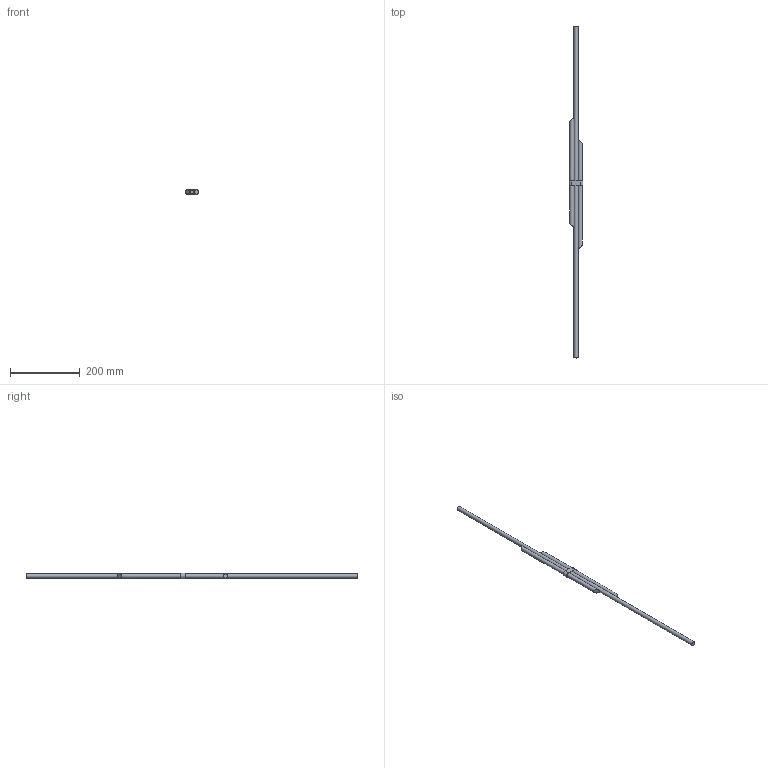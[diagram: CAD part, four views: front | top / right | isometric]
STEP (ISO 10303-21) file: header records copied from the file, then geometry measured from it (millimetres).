
FILE_DESCRIPTION (( 'STEP AP203' ), '1' );
FILE_NAME ('56124-240.STEP', '2022-04-26T08:45:33', ( '' ), ( '' ), 'SwSTEP 2.0', 'SolidWorks 2018', '' );
FILE_SCHEMA (( 'CONFIG_CONTROL_DESIGN' ));
Length unit declared in the file: millimetre
Products named in the file (1): 56124-240
Bounding box: 40 x 950 x 16 mm (x, y, z)
Volume: 178522.3 mm3; surface area: 61368.5 mm2
Topology: 2 solids, 2 shells, 279 faces, 749 edges, 500 vertices
Faces by surface type: plane 168, bspline 106, cylinder 5
Full cylindrical faces by diameter (mm): 12 x3
Entity records: 13764 total; most frequent: CARTESIAN_POINT 7463, ORIENTED_EDGE 1482, DIRECTION 883, EDGE_CURVE 741, VECTOR 515, LINE 515, VERTEX_POINT 496, EDGE_LOOP 311
